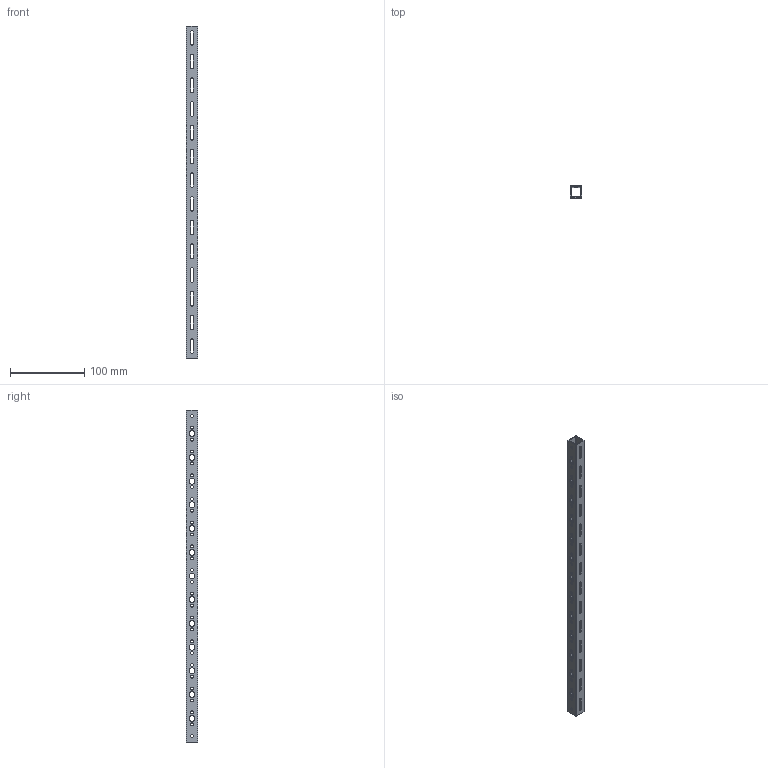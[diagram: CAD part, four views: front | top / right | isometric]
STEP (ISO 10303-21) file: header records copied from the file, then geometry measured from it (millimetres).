
FILE_DESCRIPTION (( 'STEP AP214' ), '1' );
FILE_NAME ('am-3594-448 16mm Super Box Tubing conceptB 448mm REV2.STEP', '2018-05-15T18:37:32', ( '' ), ( '' ), 'SwSTEP 2.0', 'SolidWorks 2017', '' );
FILE_SCHEMA (( 'AUTOMOTIVE_DESIGN' ));
Length unit declared in the file: inch
Products named in the file (1): am-3594-448 16mm Super Box Tubing conceptB 448mm REV2
Bounding box: 16 x 16 x 448 mm (x, y, z)
Volume: 34565.7 mm3; surface area: 47266.1 mm2
Topology: 1 solids, 1 shells, 322 faces, 960 edges, 640 vertices
Faces by surface type: cylinder 256, plane 66
Entity records: 11580 total; most frequent: DIRECTION 2118, CARTESIAN_POINT 1923, ORIENTED_EDGE 1920, EDGE_CURVE 960, AXIS2_PLACEMENT_3D 835, VERTEX_POINT 640, EDGE_LOOP 544, CIRCLE 512
